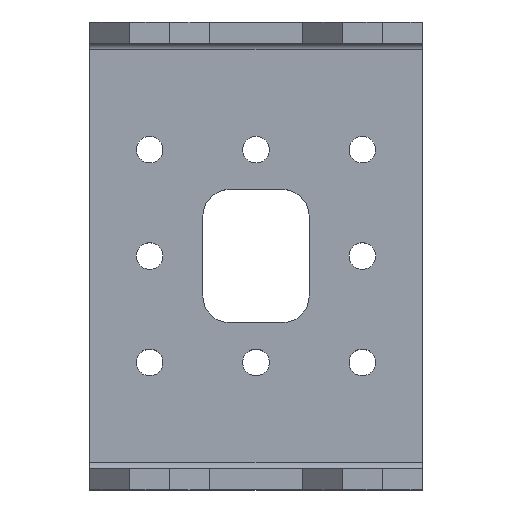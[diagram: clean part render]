
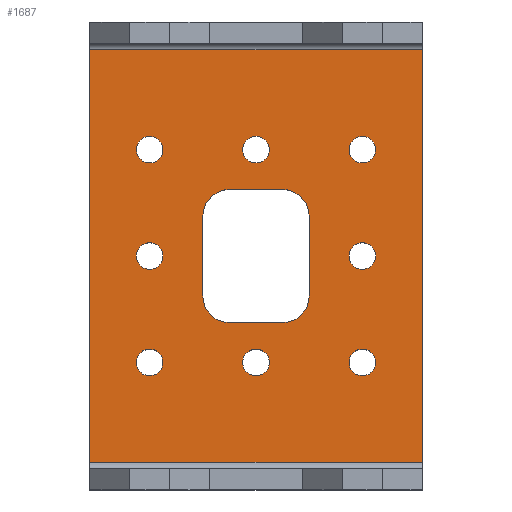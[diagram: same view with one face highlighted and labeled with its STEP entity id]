
A CAD part, top view. The second image highlights one B-rep face of the part: STEP entity #1687.
In plain terms, the highlighted planar face has unit normal (0, 0, 1).
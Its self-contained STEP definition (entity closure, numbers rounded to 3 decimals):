
#793=CARTESIAN_POINT('',(0.,-32.5,1.588));
#794=VERTEX_POINT('',#793);
#819=CARTESIAN_POINT('',(25.0,-32.5,1.588));
#820=VERTEX_POINT('',#819);
#885=CARTESIAN_POINT('',(0.,-32.5,1.588));
#886=DIRECTION('',(1.0,0.0,0.0));
#887=VECTOR('',#886,25.);
#888=LINE('',#885,#887);
#889=EDGE_CURVE('',#794,#820,#888,.T.);
#970=CARTESIAN_POINT('',(25.0,-1.5,1.588));
#971=VERTEX_POINT('',#970);
#996=CARTESIAN_POINT('',(0.,-1.5,1.588));
#997=VERTEX_POINT('',#996);
#1062=CARTESIAN_POINT('',(25.0,-1.5,1.588));
#1063=DIRECTION('',(-1.0,0.0,0.0));
#1064=VECTOR('',#1063,25.);
#1065=LINE('',#1062,#1064);
#1066=EDGE_CURVE('',#971,#997,#1065,.T.);
#1085=CARTESIAN_POINT('',(0.,-32.5,1.588));
#1086=DIRECTION('',(0.0,1.0,0.0));
#1087=VECTOR('',#1086,31.);
#1088=LINE('',#1085,#1087);
#1089=EDGE_CURVE('',#794,#997,#1088,.T.);
#1275=CARTESIAN_POINT('',(25.0,-1.5,1.588));
#1276=DIRECTION('',(0.0,-1.0,0.0));
#1277=VECTOR('',#1276,31.);
#1278=LINE('',#1275,#1277);
#1279=EDGE_CURVE('',#971,#820,#1278,.T.);
#1291=CARTESIAN_POINT('',(8.5,-14.,1.588));
#1292=VERTEX_POINT('',#1291);
#1293=CARTESIAN_POINT('',(10.5,-12.,1.588));
#1294=VERTEX_POINT('',#1293);
#1295=CARTESIAN_POINT('',(10.5,-14.,1.588));
#1296=DIRECTION('',(0.0,0.0,-1.0));
#1297=DIRECTION('',(0.0,1.0,0.0));
#1298=AXIS2_PLACEMENT_3D('',#1295,#1296,#1297);
#1299=CIRCLE('',#1298,2.);
#1300=EDGE_CURVE('',#1292,#1294,#1299,.T.);
#1323=CARTESIAN_POINT('',(14.5,-12.,1.588));
#1324=VERTEX_POINT('',#1323);
#1325=CARTESIAN_POINT('',(10.5,-12.,1.588));
#1326=DIRECTION('',(1.0,0.0,0.0));
#1327=VECTOR('',#1326,4.);
#1328=LINE('',#1325,#1327);
#1329=EDGE_CURVE('',#1294,#1324,#1328,.T.);
#1347=CARTESIAN_POINT('',(16.5,-14.,1.588));
#1348=VERTEX_POINT('',#1347);
#1349=CARTESIAN_POINT('',(14.5,-14.,1.588));
#1350=DIRECTION('',(0.0,0.0,-1.0));
#1351=DIRECTION('',(1.0,0.0,0.0));
#1352=AXIS2_PLACEMENT_3D('',#1349,#1350,#1351);
#1353=CIRCLE('',#1352,2.);
#1354=EDGE_CURVE('',#1324,#1348,#1353,.T.);
#1372=CARTESIAN_POINT('',(16.5,-20.,1.588));
#1373=VERTEX_POINT('',#1372);
#1374=CARTESIAN_POINT('',(16.5,-14.,1.588));
#1375=DIRECTION('',(0.0,-1.0,0.0));
#1376=VECTOR('',#1375,6.001);
#1377=LINE('',#1374,#1376);
#1378=EDGE_CURVE('',#1348,#1373,#1377,.T.);
#1396=CARTESIAN_POINT('',(14.5,-22.,1.588));
#1397=VERTEX_POINT('',#1396);
#1398=CARTESIAN_POINT('',(14.5,-20.,1.588));
#1399=DIRECTION('',(0.0,0.0,-1.0));
#1400=DIRECTION('',(0.0,-1.0,0.0));
#1401=AXIS2_PLACEMENT_3D('',#1398,#1399,#1400);
#1402=CIRCLE('',#1401,2.);
#1403=EDGE_CURVE('',#1373,#1397,#1402,.T.);
#1421=CARTESIAN_POINT('',(10.5,-22.,1.588));
#1422=VERTEX_POINT('',#1421);
#1423=CARTESIAN_POINT('',(14.5,-22.,1.588));
#1424=DIRECTION('',(-1.0,0.0,0.0));
#1425=VECTOR('',#1424,4.);
#1426=LINE('',#1423,#1425);
#1427=EDGE_CURVE('',#1397,#1422,#1426,.T.);
#1445=CARTESIAN_POINT('',(8.5,-20.,1.588));
#1446=VERTEX_POINT('',#1445);
#1447=CARTESIAN_POINT('',(10.5,-20.,1.588));
#1448=DIRECTION('',(0.0,0.0,-1.0));
#1449=DIRECTION('',(-1.0,0.0,0.0));
#1450=AXIS2_PLACEMENT_3D('',#1447,#1448,#1449);
#1451=CIRCLE('',#1450,2.);
#1452=EDGE_CURVE('',#1422,#1446,#1451,.T.);
#1470=CARTESIAN_POINT('',(8.5,-20.,1.588));
#1471=DIRECTION('',(0.0,1.0,0.0));
#1472=VECTOR('',#1471,6.001);
#1473=LINE('',#1470,#1472);
#1474=EDGE_CURVE('',#1446,#1292,#1473,.T.);
#1487=CARTESIAN_POINT('',(21.5,-25.,1.588));
#1488=VERTEX_POINT('',#1487);
#1489=CARTESIAN_POINT('',(20.5,-25.,1.588));
#1490=DIRECTION('',(0.0,0.0,-1.0));
#1491=DIRECTION('',(-1.0,0.0,0.0));
#1492=AXIS2_PLACEMENT_3D('',#1489,#1490,#1491);
#1493=CIRCLE('',#1492,1.);
#1494=EDGE_CURVE('',#1488,#1488,#1493,.T.);
#1507=CARTESIAN_POINT('',(21.5,-17.,1.588));
#1508=VERTEX_POINT('',#1507);
#1509=CARTESIAN_POINT('',(20.5,-17.,1.588));
#1510=DIRECTION('',(0.0,0.0,-1.0));
#1511=DIRECTION('',(-1.0,0.0,0.0));
#1512=AXIS2_PLACEMENT_3D('',#1509,#1510,#1511);
#1513=CIRCLE('',#1512,1.);
#1514=EDGE_CURVE('',#1508,#1508,#1513,.T.);
#1527=CARTESIAN_POINT('',(13.5,-9.0,1.588));
#1528=VERTEX_POINT('',#1527);
#1529=CARTESIAN_POINT('',(12.5,-9.0,1.588));
#1530=DIRECTION('',(0.0,0.0,-1.0));
#1531=DIRECTION('',(-1.0,0.0,0.0));
#1532=AXIS2_PLACEMENT_3D('',#1529,#1530,#1531);
#1533=CIRCLE('',#1532,1.);
#1534=EDGE_CURVE('',#1528,#1528,#1533,.T.);
#1547=CARTESIAN_POINT('',(21.5,-9.,1.588));
#1548=VERTEX_POINT('',#1547);
#1549=CARTESIAN_POINT('',(20.5,-9.,1.588));
#1550=DIRECTION('',(0.0,0.0,-1.0));
#1551=DIRECTION('',(-1.0,0.0,0.0));
#1552=AXIS2_PLACEMENT_3D('',#1549,#1550,#1551);
#1553=CIRCLE('',#1552,1.);
#1554=EDGE_CURVE('',#1548,#1548,#1553,.T.);
#1567=CARTESIAN_POINT('',(13.5,-25.0,1.588));
#1568=VERTEX_POINT('',#1567);
#1569=CARTESIAN_POINT('',(12.5,-25.0,1.588));
#1570=DIRECTION('',(0.0,0.0,-1.0));
#1571=DIRECTION('',(-1.0,0.0,0.0));
#1572=AXIS2_PLACEMENT_3D('',#1569,#1570,#1571);
#1573=CIRCLE('',#1572,1.);
#1574=EDGE_CURVE('',#1568,#1568,#1573,.T.);
#1587=CARTESIAN_POINT('',(5.5,-9.,1.588));
#1588=VERTEX_POINT('',#1587);
#1589=CARTESIAN_POINT('',(4.5,-9.,1.588));
#1590=DIRECTION('',(0.0,0.0,-1.0));
#1591=DIRECTION('',(-1.0,0.0,0.0));
#1592=AXIS2_PLACEMENT_3D('',#1589,#1590,#1591);
#1593=CIRCLE('',#1592,1.0);
#1594=EDGE_CURVE('',#1588,#1588,#1593,.T.);
#1607=CARTESIAN_POINT('',(5.5,-17.,1.588));
#1608=VERTEX_POINT('',#1607);
#1609=CARTESIAN_POINT('',(4.5,-17.,1.588));
#1610=DIRECTION('',(0.0,0.0,-1.0));
#1611=DIRECTION('',(-1.0,0.0,0.0));
#1612=AXIS2_PLACEMENT_3D('',#1609,#1610,#1611);
#1613=CIRCLE('',#1612,1.0);
#1614=EDGE_CURVE('',#1608,#1608,#1613,.T.);
#1627=CARTESIAN_POINT('',(5.5,-25.,1.588));
#1628=VERTEX_POINT('',#1627);
#1629=CARTESIAN_POINT('',(4.5,-25.,1.588));
#1630=DIRECTION('',(0.0,0.0,-1.0));
#1631=DIRECTION('',(-1.0,0.0,0.0));
#1632=AXIS2_PLACEMENT_3D('',#1629,#1630,#1631);
#1633=CIRCLE('',#1632,1.);
#1634=EDGE_CURVE('',#1628,#1628,#1633,.T.);
#1642=CARTESIAN_POINT('',(12.5,-17.0,1.588));
#1643=DIRECTION('',(0.0,0.0,1.0));
#1644=DIRECTION('',(1.0,0.0,0.0));
#1645=AXIS2_PLACEMENT_3D('',#1642,#1643,#1644);
#1646=PLANE('',#1645);
#1647=ORIENTED_EDGE('',*,*,#1066,.T.);
#1648=ORIENTED_EDGE('',*,*,#1089,.F.);
#1649=ORIENTED_EDGE('',*,*,#889,.T.);
#1650=ORIENTED_EDGE('',*,*,#1279,.F.);
#1651=EDGE_LOOP('',(#1647,#1648,#1649,#1650));
#1652=FACE_OUTER_BOUND('',#1651,.T.);
#1653=ORIENTED_EDGE('',*,*,#1300,.T.);
#1654=ORIENTED_EDGE('',*,*,#1329,.T.);
#1655=ORIENTED_EDGE('',*,*,#1354,.T.);
#1656=ORIENTED_EDGE('',*,*,#1378,.T.);
#1657=ORIENTED_EDGE('',*,*,#1403,.T.);
#1658=ORIENTED_EDGE('',*,*,#1427,.T.);
#1659=ORIENTED_EDGE('',*,*,#1452,.T.);
#1660=ORIENTED_EDGE('',*,*,#1474,.T.);
#1661=EDGE_LOOP('',(#1653,#1654,#1655,#1656,#1657,#1658,#1659,#1660));
#1662=FACE_BOUND('',#1661,.T.);
#1663=ORIENTED_EDGE('',*,*,#1494,.T.);
#1664=EDGE_LOOP('',(#1663));
#1665=FACE_BOUND('',#1664,.T.);
#1666=ORIENTED_EDGE('',*,*,#1514,.T.);
#1667=EDGE_LOOP('',(#1666));
#1668=FACE_BOUND('',#1667,.T.);
#1669=ORIENTED_EDGE('',*,*,#1534,.T.);
#1670=EDGE_LOOP('',(#1669));
#1671=FACE_BOUND('',#1670,.T.);
#1672=ORIENTED_EDGE('',*,*,#1554,.T.);
#1673=EDGE_LOOP('',(#1672));
#1674=FACE_BOUND('',#1673,.T.);
#1675=ORIENTED_EDGE('',*,*,#1574,.T.);
#1676=EDGE_LOOP('',(#1675));
#1677=FACE_BOUND('',#1676,.T.);
#1678=ORIENTED_EDGE('',*,*,#1594,.T.);
#1679=EDGE_LOOP('',(#1678));
#1680=FACE_BOUND('',#1679,.T.);
#1681=ORIENTED_EDGE('',*,*,#1614,.T.);
#1682=EDGE_LOOP('',(#1681));
#1683=FACE_BOUND('',#1682,.T.);
#1684=ORIENTED_EDGE('',*,*,#1634,.T.);
#1685=EDGE_LOOP('',(#1684));
#1686=FACE_BOUND('',#1685,.T.);
#1687=ADVANCED_FACE('',(#1652,#1662,#1665,#1668,#1671,#1674,#1677,#1680,#1683,#1686),#1646,.T.);
